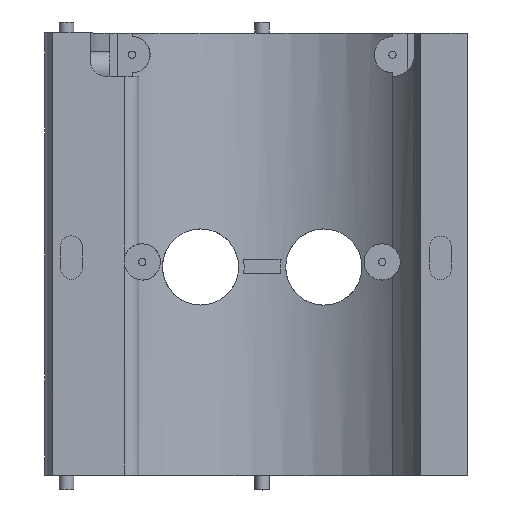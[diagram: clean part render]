
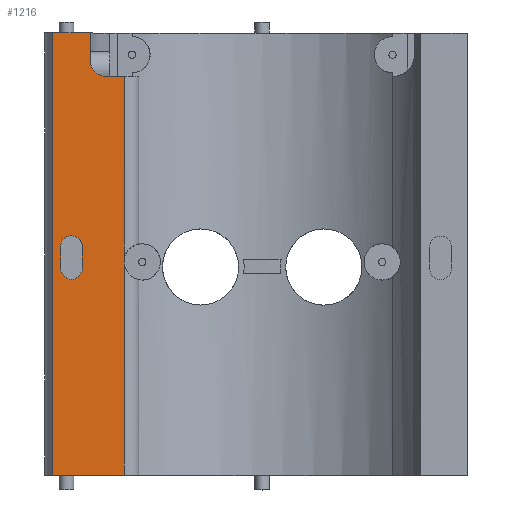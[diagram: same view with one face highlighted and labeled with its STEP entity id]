
A CAD part, top view. The second image highlights one B-rep face of the part: STEP entity #1216.
In plain terms, the highlighted planar face has unit normal (0, 0, 1).
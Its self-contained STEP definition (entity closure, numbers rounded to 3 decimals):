
#391=CARTESIAN_POINT('',(-19.,29.929,8.));
#392=VERTEX_POINT('',#391);
#428=CARTESIAN_POINT('',(-19.,55.,8.));
#429=VERTEX_POINT('',#428);
#437=CARTESIAN_POINT('',(-19.,29.929,8.));
#438=DIRECTION('',(0.,1.,0.));
#439=VECTOR('',#438,25.071);
#440=LINE('',#437,#439);
#441=EDGE_CURVE('',#392,#429,#440,.T.);
#453=CARTESIAN_POINT('',(-19.,28.946,8.));
#454=VERTEX_POINT('',#453);
#455=CARTESIAN_POINT('',(-16.549,29.437,8.));
#456=DIRECTION('',(-0.,-0.,1.));
#457=DIRECTION('',(-1.,0.,0.));
#458=AXIS2_PLACEMENT_3D('',#455,#456,#457);
#459=CIRCLE('',#458,2.5);
#460=EDGE_CURVE('',#392,#454,#459,.T.);
#563=CARTESIAN_POINT('',(-19.,0.,8.));
#564=VERTEX_POINT('',#563);
#579=CARTESIAN_POINT('',(-19.,0.,8.));
#580=DIRECTION('',(0.,1.,0.));
#581=VECTOR('',#580,28.946);
#582=LINE('',#579,#581);
#583=EDGE_CURVE('',#564,#454,#582,.T.);
#776=CARTESIAN_POINT('',(-21.564,55.,8.));
#777=VERTEX_POINT('',#776);
#785=CARTESIAN_POINT('',(-19.,55.,8.));
#786=DIRECTION('',(-1.,0.,0.));
#787=VECTOR('',#786,2.564);
#788=LINE('',#785,#787);
#789=EDGE_CURVE('',#429,#777,#788,.T.);
#806=CARTESIAN_POINT('',(-28.914,0.,8.));
#807=VERTEX_POINT('',#806);
#808=CARTESIAN_POINT('',(-19.,0.,8.));
#809=DIRECTION('',(-1.,0.,0.));
#810=VECTOR('',#809,9.914);
#811=LINE('',#808,#810);
#812=EDGE_CURVE('',#564,#807,#811,.T.);
#1086=CARTESIAN_POINT('',(-23.685,57.,8.));
#1087=VERTEX_POINT('',#1086);
#1095=CARTESIAN_POINT('',(-21.564,55.,8.));
#1096=CARTESIAN_POINT('',(-21.7,55.,8.));
#1097=CARTESIAN_POINT('',(-21.834,55.012,8.));
#1098=CARTESIAN_POINT('',(-21.966,55.036,8.));
#1099=CARTESIAN_POINT('',(-22.098,55.06,8.));
#1100=CARTESIAN_POINT('',(-22.229,55.096,8.));
#1101=CARTESIAN_POINT('',(-22.356,55.144,8.));
#1102=CARTESIAN_POINT('',(-22.483,55.192,8.));
#1103=CARTESIAN_POINT('',(-22.604,55.25,8.));
#1104=CARTESIAN_POINT('',(-22.718,55.32,8.));
#1105=CARTESIAN_POINT('',(-22.833,55.39,8.));
#1106=CARTESIAN_POINT('',(-22.942,55.472,8.));
#1107=CARTESIAN_POINT('',(-23.042,55.563,8.));
#1108=CARTESIAN_POINT('',(-23.142,55.654,8.));
#1109=CARTESIAN_POINT('',(-23.231,55.754,8.));
#1110=CARTESIAN_POINT('',(-23.311,55.863,8.));
#1111=CARTESIAN_POINT('',(-23.39,55.971,8.));
#1112=CARTESIAN_POINT('',(-23.46,56.09,8.));
#1113=CARTESIAN_POINT('',(-23.515,56.213,8.));
#1114=CARTESIAN_POINT('',(-23.57,56.335,8.));
#1115=CARTESIAN_POINT('',(-23.613,56.463,8.));
#1116=CARTESIAN_POINT('',(-23.642,56.595,8.));
#1117=CARTESIAN_POINT('',(-23.671,56.727,8.));
#1118=CARTESIAN_POINT('',(-23.685,56.864,8.));
#1119=CARTESIAN_POINT('',(-23.685,57.,8.));
#1120=B_SPLINE_CURVE_WITH_KNOTS('',3,(#1095,#1096,#1097,#1098,#1099,#1100,#1101,#1102,#1103,#1104,#1105,#1106,#1107,#1108,#1109,#1110,#1111,#1112,#1113,#1114,#1115,#1116,#1117,#1118,#1119),.UNSPECIFIED.,.F.,.F.,(4,3,3,3,3,3,3,3,4),(0.,0.,0.001,0.001,0.002,0.002,0.002,0.003,0.003),.UNSPECIFIED.);
#1121=EDGE_CURVE('',#777,#1087,#1120,.T.);
#1145=CARTESIAN_POINT('',(-25.78,0.,8.));
#1146=DIRECTION('',(0.,0.,-1.));
#1147=DIRECTION('',(-1.,0.,0.));
#1148=AXIS2_PLACEMENT_3D('',#1145,#1146,#1147);
#1149=PLANE('',#1148);
#1150=ORIENTED_EDGE('',*,*,#1121,.T.);
#1151=CARTESIAN_POINT('',(-23.685,61.,8.));
#1152=VERTEX_POINT('',#1151);
#1153=CARTESIAN_POINT('',(-23.685,57.,8.));
#1154=DIRECTION('',(0.,1.,0.));
#1155=VECTOR('',#1154,4.);
#1156=LINE('',#1153,#1155);
#1157=EDGE_CURVE('',#1087,#1152,#1156,.T.);
#1158=ORIENTED_EDGE('',*,*,#1157,.T.);
#1159=CARTESIAN_POINT('',(-28.914,61.,8.));
#1160=VERTEX_POINT('',#1159);
#1161=CARTESIAN_POINT('',(-23.685,61.,8.));
#1162=DIRECTION('',(-1.,0.,0.));
#1163=VECTOR('',#1162,5.228);
#1164=LINE('',#1161,#1163);
#1165=EDGE_CURVE('',#1152,#1160,#1164,.T.);
#1166=ORIENTED_EDGE('',*,*,#1165,.T.);
#1167=CARTESIAN_POINT('',(-28.914,0.,8.));
#1168=DIRECTION('',(0.,1.,0.));
#1169=VECTOR('',#1168,61.);
#1170=LINE('',#1167,#1169);
#1171=EDGE_CURVE('',#807,#1160,#1170,.T.);
#1172=ORIENTED_EDGE('',*,*,#1171,.F.);
#1173=ORIENTED_EDGE('',*,*,#812,.F.);
#1174=ORIENTED_EDGE('',*,*,#583,.T.);
#1175=ORIENTED_EDGE('',*,*,#460,.F.);
#1176=ORIENTED_EDGE('',*,*,#441,.T.);
#1177=ORIENTED_EDGE('',*,*,#789,.T.);
#1178=EDGE_LOOP('',(#1150,#1158,#1166,#1172,#1173,#1174,#1175,#1176,#1177));
#1179=FACE_BOUND('',#1178,.T.);
#1180=CARTESIAN_POINT('',(-24.807,28.5,8.));
#1181=VERTEX_POINT('',#1180);
#1182=CARTESIAN_POINT('',(-27.807,28.5,8.));
#1183=VERTEX_POINT('',#1182);
#1184=CARTESIAN_POINT('',(-26.307,28.5,8.));
#1185=DIRECTION('',(0.,0.,-1.));
#1186=DIRECTION('',(-1.,0.,0.));
#1187=AXIS2_PLACEMENT_3D('',#1184,#1185,#1186);
#1188=CIRCLE('',#1187,1.5);
#1189=EDGE_CURVE('',#1181,#1183,#1188,.T.);
#1190=ORIENTED_EDGE('',*,*,#1189,.T.);
#1191=CARTESIAN_POINT('',(-27.807,31.5,8.));
#1192=VERTEX_POINT('',#1191);
#1193=CARTESIAN_POINT('',(-27.807,31.5,8.));
#1194=DIRECTION('',(-0.,-1.,0.));
#1195=VECTOR('',#1194,3.);
#1196=LINE('',#1193,#1195);
#1197=EDGE_CURVE('',#1192,#1183,#1196,.T.);
#1198=ORIENTED_EDGE('',*,*,#1197,.F.);
#1199=CARTESIAN_POINT('',(-24.807,31.5,8.));
#1200=VERTEX_POINT('',#1199);
#1201=CARTESIAN_POINT('',(-27.807,31.5,8.));
#1202=CARTESIAN_POINT('',(-27.807,34.5,8.));
#1203=CARTESIAN_POINT('',(-24.807,34.5,8.));
#1204=CARTESIAN_POINT('',(-24.807,31.5,8.));
#1205=(BOUNDED_CURVE()
B_SPLINE_CURVE(3,(#1201,#1202,#1203,#1204),.UNSPECIFIED.,.F.,.F.)
B_SPLINE_CURVE_WITH_KNOTS((4,4),(0.,1.),.UNSPECIFIED.)
CURVE()
GEOMETRIC_REPRESENTATION_ITEM()
RATIONAL_B_SPLINE_CURVE((1.,0.333,0.333,1.))
REPRESENTATION_ITEM(''));
#1206=EDGE_CURVE('',#1192,#1200,#1205,.T.);
#1207=ORIENTED_EDGE('',*,*,#1206,.T.);
#1208=CARTESIAN_POINT('',(-24.807,28.5,8.));
#1209=DIRECTION('',(0.,1.,0.));
#1210=VECTOR('',#1209,3.);
#1211=LINE('',#1208,#1210);
#1212=EDGE_CURVE('',#1181,#1200,#1211,.T.);
#1213=ORIENTED_EDGE('',*,*,#1212,.F.);
#1214=EDGE_LOOP('',(#1190,#1198,#1207,#1213));
#1215=FACE_BOUND('',#1214,.T.);
#1216=ADVANCED_FACE('',(#1179,#1215),#1149,.F.);
